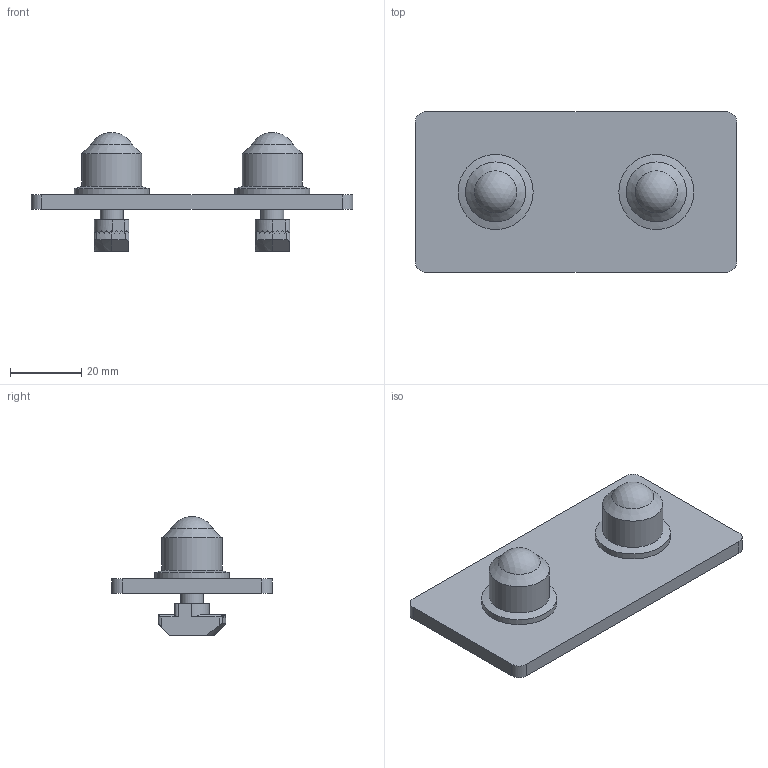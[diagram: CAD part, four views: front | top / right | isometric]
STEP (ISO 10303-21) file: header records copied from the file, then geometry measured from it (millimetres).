
FILE_DESCRIPTION(/* description */ (''),/* implementation_level */ '2;1');
FILE_NAME(/* name */ '126210',/* time_stamp */ '2014-10-06T15:39:42+02:00',/* author */ (''),/* organization */ (''),/* preprocessor_version */ 'ST-DEVELOPER v14',/* originating_system */ 'HiCAD 2013 1802.4 Build 509',/* authorisation */ '');
FILE_SCHEMA (('AUTOMOTIVE_DESIGN { 1 0 10303 214 1 1 1 1 }'));
Length unit declared in the file: millimetre
Products named in the file (8): Root; 126210 Plaat 45 x 90BOIKON; 122000Flensmoer M8BOIKON; 122005Afdekkap voor moer M8BOIKON; 120205Hamerkopbout M8x20BOIKON
Assembly tree (7 placements, depth 4):
  Root
    126210 Plaat 45 x 90BOIKON
      122000Flensmoer M8BOIKON
        122005Afdekkap voor moer M8BOIKON
      122000Flensmoer M8BOIKON
        122005Afdekkap voor moer M8BOIKON
      120205Hamerkopbout M8x20BOIKON
      120205Hamerkopbout M8x20BOIKON
Bounding box: 90 x 45 x 33.25 mm (x, y, z)
Volume: 25419.7 mm3; surface area: 15977.2 mm2
Topology: 7 solids, 7 shells, 188 faces, 488 edges, 329 vertices
Faces by surface type: plane 128, cylinder 34, cone 22, sphere 4
Full cylindrical faces by diameter (mm): 6.466 x2, 8 x2, 9 x2, 16.8 x2, 21 x2
Entity records: 10573 total; most frequent: CARTESIAN_POINT 1107, DIRECTION 1060, PRESENTATION_STYLE_ASSIGNMENT 931, COLOUR_RGB 928, DRAUGHTING_PRE_DEFINED_CURVE_FONT 924, CURVE_STYLE 924, OVER_RIDING_STYLED_ITEM 924, ORIENTED_EDGE 924
